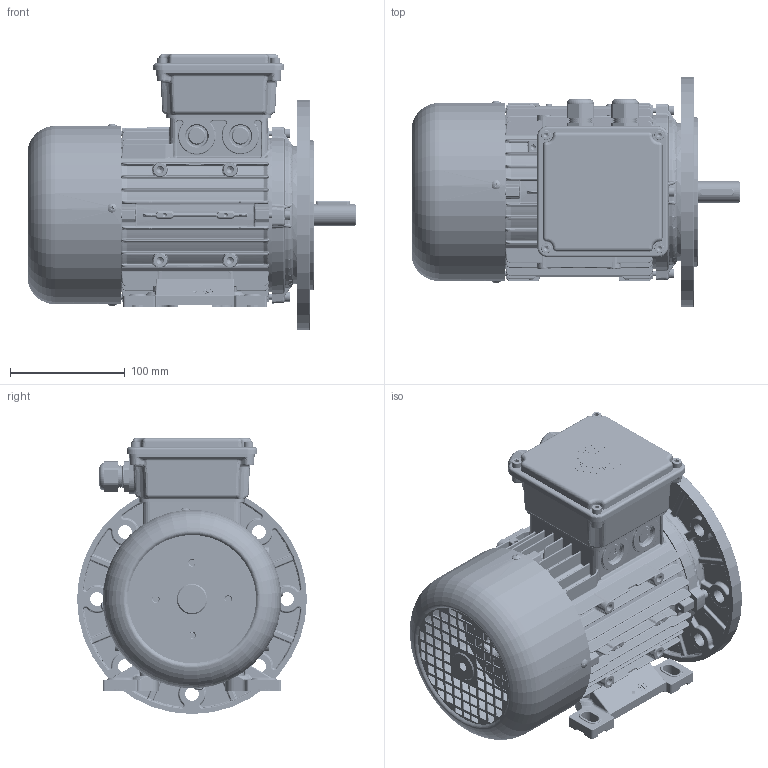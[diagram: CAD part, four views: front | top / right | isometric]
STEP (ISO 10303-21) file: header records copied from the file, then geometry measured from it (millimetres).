
FILE_DESCRIPTION(/* description */ (''),/* implementation_level */ '2;1');
FILE_NAME(/* name */ 'OK080M-B35.stp',/* time_stamp */ '2023-10-12T16:08:36+02:00',/* author */ ('mpignataro'),/* organization */ (''),/* preprocessor_version */ 'ST-DEVELOPER v18.1',/* originating_system */ 'Autodesk Inventor 2021',/* authorisation */ '');
FILE_SCHEMA (('AUTOMOTIVE_DESIGN { 1 0 10303 214 3 1 1 }'));
Length unit declared in the file: millimetre
Products named in the file (1): OK080M-B35_Shrinkwrap_1
Bounding box: 285.03 x 200 x 240.2 mm (x, y, z)
Volume: 1237885 mm3; surface area: 679924.5 mm2
Topology: 5 solids, 65 shells, 11163 faces, 28145 edges, 17277 vertices
Faces by surface type: plane 3814, bspline 3256, cylinder 2429, torus 855, cone 611, sphere 198
Full cylindrical faces by diameter (mm): 1.711 x2, 2.5 x6, 2.9 x2, 3 x10, 3.5 x6, 3.65 x1, 3.7 x1, 4.134 x17, 4.2 x7, 4.3 x1, 4.6 x1, 4.917 x17, 5 x24, 5.3 x1, 5.373 x1, 5.7 x1, 6 x16, 6.3 x1, 6.5 x4, 7 x4, 7.562 x2, 8 x1, 8.358 x2, 8.5 x16, 10 x8, 10.245 x1, 11 x4, 12 x10, 12.126 x2, 12.3 x2
Entity records: 554919 total; most frequent: CARTESIAN_POINT 294450, ORIENTED_EDGE 55744, DIRECTION 48687, EDGE_CURVE 27872, AXIS2_PLACEMENT_3D 18398, VERTEX_POINT 17301, EDGE_LOOP 11955, LINE 11891
